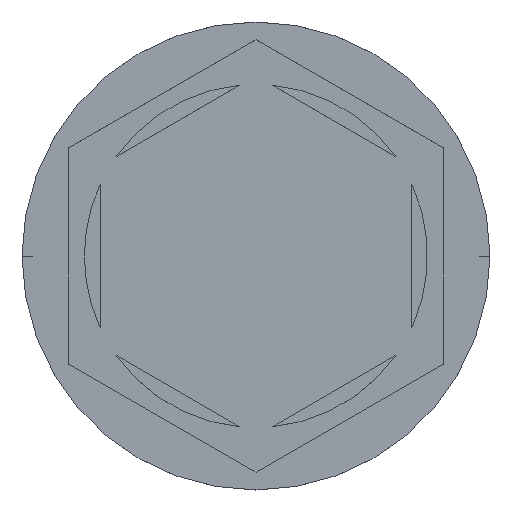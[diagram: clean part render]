
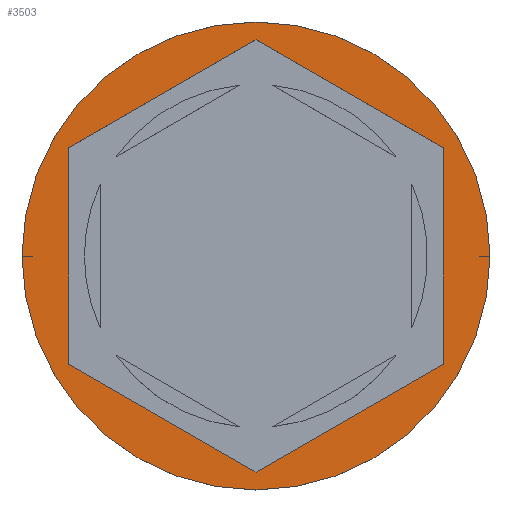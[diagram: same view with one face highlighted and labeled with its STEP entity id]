
A CAD part, top view. The second image highlights one B-rep face of the part: STEP entity #3503.
In plain terms, the highlighted planar face has unit normal (0, 0, 1).
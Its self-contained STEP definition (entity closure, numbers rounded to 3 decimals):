
#50 = PLANE ( 'NONE',  #3213 ) ;
#56 = EDGE_CURVE ( 'NONE', #811, #2947, #1443, .T. ) ;
#197 = VECTOR ( 'NONE', #2809, 1000. ) ;
#281 = DIRECTION ( 'NONE',  ( 0.866, 0.5, 0. ) ) ;
#324 = ORIENTED_EDGE ( 'NONE', *, *, #3714, .F. ) ;
#405 = CARTESIAN_POINT ( 'NONE',  ( 0., -6.928, 0. ) ) ;
#659 = ORIENTED_EDGE ( 'NONE', *, *, #746, .F. ) ;
#666 = CARTESIAN_POINT ( 'NONE',  ( 0., 0., 0. ) ) ;
#683 = DIRECTION ( 'NONE',  ( 1., 0., 0. ) ) ;
#696 = ORIENTED_EDGE ( 'NONE', *, *, #1137, .F. ) ;
#703 = VECTOR ( 'NONE', #1286, 1000. ) ;
#746 = EDGE_CURVE ( 'NONE', #2606, #811, #1302, .T. ) ;
#774 = CARTESIAN_POINT ( 'NONE',  ( -6., 3.464, 0. ) ) ;
#811 = VERTEX_POINT ( 'NONE', #405 ) ;
#905 = CARTESIAN_POINT ( 'NONE',  ( 6., -3.464, 0. ) ) ;
#925 = CARTESIAN_POINT ( 'NONE',  ( 0., 0., 0. ) ) ;
#941 = EDGE_CURVE ( 'NONE', #3846, #2839, #2145, .T. ) ;
#1050 = ORIENTED_EDGE ( 'NONE', *, *, #941, .T. ) ;
#1077 = VERTEX_POINT ( 'NONE', #3230 ) ;
#1094 = AXIS2_PLACEMENT_3D ( 'NONE', #925, #3594, #683 ) ;
#1137 = EDGE_CURVE ( 'NONE', #1077, #3324, #1812, .T. ) ;
#1150 = DIRECTION ( 'NONE',  ( 1., 0., 0. ) ) ;
#1169 = DIRECTION ( 'NONE',  ( 0., 0., 1. ) ) ;
#1190 = VERTEX_POINT ( 'NONE', #2749 ) ;
#1286 = DIRECTION ( 'NONE',  ( 0.866, -0.5, 0. ) ) ;
#1290 = EDGE_CURVE ( 'NONE', #2947, #1077, #1857, .T. ) ;
#1302 = LINE ( 'NONE', #3435, #703 ) ;
#1352 = DIRECTION ( 'NONE',  ( 0., -1., 0. ) ) ;
#1399 = DIRECTION ( 'NONE',  ( -0.866, -0.5, 0. ) ) ;
#1443 = LINE ( 'NONE', #2997, #3156 ) ;
#1511 = CARTESIAN_POINT ( 'NONE',  ( 6., 3.464, 0. ) ) ;
#1525 = EDGE_LOOP ( 'NONE', ( #2965, #1050 ) ) ;
#1585 = VECTOR ( 'NONE', #3694, 1000. ) ;
#1708 = CARTESIAN_POINT ( 'NONE',  ( 0., 6.928, 0. ) ) ;
#1812 = LINE ( 'NONE', #1511, #197 ) ;
#1857 = LINE ( 'NONE', #3060, #1585 ) ;
#2104 = ORIENTED_EDGE ( 'NONE', *, *, #56, .F. ) ;
#2145 = CIRCLE ( 'NONE', #3844, 7.5 ) ;
#2214 = LINE ( 'NONE', #774, #2465 ) ;
#2432 = DIRECTION ( 'NONE',  ( 1., 0., 0. ) ) ;
#2452 = FACE_BOUND ( 'NONE', #3015, .T. ) ;
#2465 = VECTOR ( 'NONE', #1352, 1000. ) ;
#2474 = DIRECTION ( 'NONE',  ( 0., 0., 1. ) ) ;
#2606 = VERTEX_POINT ( 'NONE', #3443 ) ;
#2637 = EDGE_CURVE ( 'NONE', #1190, #2606, #2214, .T. ) ;
#2706 = CARTESIAN_POINT ( 'NONE',  ( -7.5, 0., 0. ) ) ;
#2749 = CARTESIAN_POINT ( 'NONE',  ( -6., 3.464, 0. ) ) ;
#2809 = DIRECTION ( 'NONE',  ( -0.866, 0.5, 0. ) ) ;
#2839 = VERTEX_POINT ( 'NONE', #3532 ) ;
#2908 = CARTESIAN_POINT ( 'NONE',  ( 0., 6.928, 0. ) ) ;
#2916 = VECTOR ( 'NONE', #1399, 1000. ) ;
#2947 = VERTEX_POINT ( 'NONE', #905 ) ;
#2965 = ORIENTED_EDGE ( 'NONE', *, *, #3498, .T. ) ;
#2991 = FACE_OUTER_BOUND ( 'NONE', #1525, .T. ) ;
#2997 = CARTESIAN_POINT ( 'NONE',  ( 0., -6.928, 0. ) ) ;
#3015 = EDGE_LOOP ( 'NONE', ( #696, #3234, #2104, #659, #3118, #324 ) ) ;
#3060 = CARTESIAN_POINT ( 'NONE',  ( 6., -3.464, 0. ) ) ;
#3118 = ORIENTED_EDGE ( 'NONE', *, *, #2637, .F. ) ;
#3156 = VECTOR ( 'NONE', #281, 1000. ) ;
#3180 = LINE ( 'NONE', #2908, #2916 ) ;
#3213 = AXIS2_PLACEMENT_3D ( 'NONE', #666, #2474, #2432 ) ;
#3230 = CARTESIAN_POINT ( 'NONE',  ( 6., 3.464, 0. ) ) ;
#3234 = ORIENTED_EDGE ( 'NONE', *, *, #1290, .F. ) ;
#3324 = VERTEX_POINT ( 'NONE', #1708 ) ;
#3435 = CARTESIAN_POINT ( 'NONE',  ( -6., -3.464, 0. ) ) ;
#3443 = CARTESIAN_POINT ( 'NONE',  ( -6., -3.464, 0. ) ) ;
#3498 = EDGE_CURVE ( 'NONE', #2839, #3846, #3601, .T. ) ;
#3503 = ADVANCED_FACE ( 'NONE', ( #2452, #2991 ), #50, .T. ) ;
#3532 = CARTESIAN_POINT ( 'NONE',  ( 7.5, 0., 0. ) ) ;
#3588 = CARTESIAN_POINT ( 'NONE',  ( 0., 0., 0. ) ) ;
#3594 = DIRECTION ( 'NONE',  ( 0., 0., 1. ) ) ;
#3601 = CIRCLE ( 'NONE', #1094, 7.5 ) ;
#3694 = DIRECTION ( 'NONE',  ( 0., 1., 0. ) ) ;
#3714 = EDGE_CURVE ( 'NONE', #3324, #1190, #3180, .T. ) ;
#3844 = AXIS2_PLACEMENT_3D ( 'NONE', #3588, #1169, #1150 ) ;
#3846 = VERTEX_POINT ( 'NONE', #2706 ) ;
